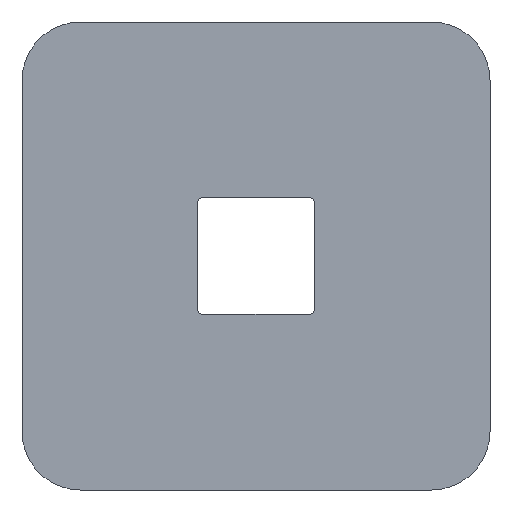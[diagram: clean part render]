
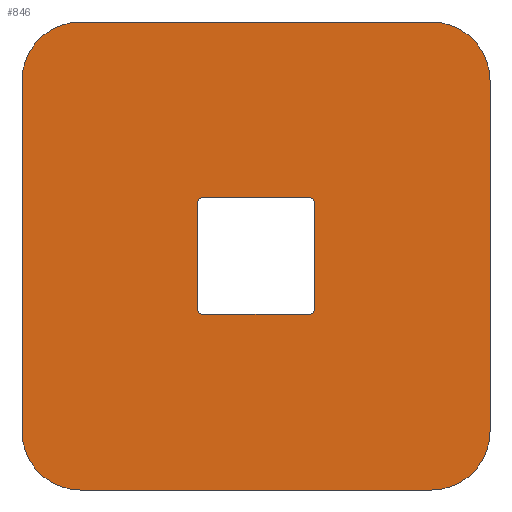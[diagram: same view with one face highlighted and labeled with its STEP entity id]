
A CAD part, left-side view. The second image highlights one B-rep face of the part: STEP entity #846.
In plain terms, the highlighted planar face has unit normal (-1, 0, 0).
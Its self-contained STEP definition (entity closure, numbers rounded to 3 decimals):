
#447=CARTESIAN_POINT('Vertex',(0.,20.,35.)) ;
#450=CARTESIAN_POINT('Axis2P3D Location',(0.,15.,35.)) ;
#454=CARTESIAN_POINT('Vertex',(0.,15.,40.)) ;
#481=CARTESIAN_POINT('Line Origine',(0.,0.,40.)) ;
#485=CARTESIAN_POINT('Vertex',(0.,-15.,40.)) ;
#512=CARTESIAN_POINT('Axis2P3D Location',(0.,-15.,35.)) ;
#516=CARTESIAN_POINT('Vertex',(0.,-20.,35.)) ;
#536=CARTESIAN_POINT('Line Origine',(0.,20.,20.)) ;
#540=CARTESIAN_POINT('Vertex',(0.,20.,5.)) ;
#578=CARTESIAN_POINT('Vertex',(0.,15.,0.)) ;
#581=CARTESIAN_POINT('Axis2P3D Location',(0.,15.,5.)) ;
#605=CARTESIAN_POINT('Line Origine',(0.,-20.,20.)) ;
#609=CARTESIAN_POINT('Vertex',(0.,-20.,5.)) ;
#629=CARTESIAN_POINT('Line Origine',(0.,0.,0.)) ;
#633=CARTESIAN_POINT('Vertex',(0.,-15.,0.)) ;
#665=CARTESIAN_POINT('Axis2P3D Location',(0.,-15.,5.)) ;
#741=CARTESIAN_POINT('Axis2P3D Location',(0.,0.,0.)) ;
#756=CARTESIAN_POINT('Line Origine',(0.,-2.25,15.)) ;
#760=CARTESIAN_POINT('Vertex',(0.,0.,15.)) ;
#762=CARTESIAN_POINT('Vertex',(0.,-4.5,15.)) ;
#765=CARTESIAN_POINT('Line Origine',(0.,2.25,15.)) ;
#769=CARTESIAN_POINT('Vertex',(0.,4.5,15.)) ;
#772=CARTESIAN_POINT('Axis2P3D Location',(0.,4.5,15.5)) ;
#776=CARTESIAN_POINT('Vertex',(0.,5.,15.5)) ;
#779=CARTESIAN_POINT('Line Origine',(0.,5.,18.75)) ;
#783=CARTESIAN_POINT('Vertex',(0.,5.,22.)) ;
#786=CARTESIAN_POINT('Line Origine',(0.,5.,23.25)) ;
#790=CARTESIAN_POINT('Vertex',(0.,5.,24.5)) ;
#793=CARTESIAN_POINT('Axis2P3D Location',(0.,4.5,24.5)) ;
#797=CARTESIAN_POINT('Vertex',(0.,4.5,25.)) ;
#800=CARTESIAN_POINT('Line Origine',(0.,0.,25.)) ;
#804=CARTESIAN_POINT('Vertex',(0.,-4.5,25.)) ;
#807=CARTESIAN_POINT('Axis2P3D Location',(0.,-4.5,24.5)) ;
#811=CARTESIAN_POINT('Vertex',(0.,-5.,24.5)) ;
#814=CARTESIAN_POINT('Line Origine',(0.,-5.,23.25)) ;
#818=CARTESIAN_POINT('Vertex',(0.,-5.,22.)) ;
#821=CARTESIAN_POINT('Line Origine',(0.,-5.,18.75)) ;
#825=CARTESIAN_POINT('Vertex',(0.,-5.,15.5)) ;
#828=CARTESIAN_POINT('Axis2P3D Location',(0.,-4.5,15.5)) ;
#451=DIRECTION('Axis2P3D Direction',(1.,0.,-0.)) ;
#482=DIRECTION('Vector Direction',(0.,-1.,0.)) ;
#513=DIRECTION('Axis2P3D Direction',(1.,0.,0.)) ;
#537=DIRECTION('Vector Direction',(0.,0.,1.)) ;
#582=DIRECTION('Axis2P3D Direction',(1.,0.,0.)) ;
#606=DIRECTION('Vector Direction',(0.,0.,-1.)) ;
#630=DIRECTION('Vector Direction',(0.,1.,0.)) ;
#666=DIRECTION('Axis2P3D Direction',(1.,0.,0.)) ;
#742=DIRECTION('Axis2P3D Direction',(1.,0.,0.)) ;
#743=DIRECTION('Axis2P3D XDirection',(0.,1.,0.)) ;
#757=DIRECTION('Vector Direction',(0.,-1.,0.)) ;
#766=DIRECTION('Vector Direction',(0.,-1.,0.)) ;
#773=DIRECTION('Axis2P3D Direction',(1.,0.,0.)) ;
#780=DIRECTION('Vector Direction',(0.,0.,-1.)) ;
#787=DIRECTION('Vector Direction',(0.,0.,-1.)) ;
#794=DIRECTION('Axis2P3D Direction',(1.,0.,0.)) ;
#801=DIRECTION('Vector Direction',(0.,1.,0.)) ;
#808=DIRECTION('Axis2P3D Direction',(1.,0.,0.)) ;
#815=DIRECTION('Vector Direction',(0.,0.,1.)) ;
#822=DIRECTION('Vector Direction',(0.,0.,1.)) ;
#829=DIRECTION('Axis2P3D Direction',(1.,0.,0.)) ;
#452=AXIS2_PLACEMENT_3D('Circle Axis2P3D',#450,#451,$) ;
#514=AXIS2_PLACEMENT_3D('Circle Axis2P3D',#512,#513,$) ;
#583=AXIS2_PLACEMENT_3D('Circle Axis2P3D',#581,#582,$) ;
#667=AXIS2_PLACEMENT_3D('Circle Axis2P3D',#665,#666,$) ;
#744=AXIS2_PLACEMENT_3D('Plane Axis2P3D',#741,#742,#743) ;
#774=AXIS2_PLACEMENT_3D('Circle Axis2P3D',#772,#773,$) ;
#795=AXIS2_PLACEMENT_3D('Circle Axis2P3D',#793,#794,$) ;
#809=AXIS2_PLACEMENT_3D('Circle Axis2P3D',#807,#808,$) ;
#830=AXIS2_PLACEMENT_3D('Circle Axis2P3D',#828,#829,$) ;
#747=ORIENTED_EDGE('',*,*,#669,.F.) ;
#748=ORIENTED_EDGE('',*,*,#611,.F.) ;
#749=ORIENTED_EDGE('',*,*,#518,.F.) ;
#750=ORIENTED_EDGE('',*,*,#487,.F.) ;
#751=ORIENTED_EDGE('',*,*,#456,.F.) ;
#752=ORIENTED_EDGE('',*,*,#542,.F.) ;
#753=ORIENTED_EDGE('',*,*,#585,.F.) ;
#754=ORIENTED_EDGE('',*,*,#635,.F.) ;
#834=ORIENTED_EDGE('',*,*,#764,.F.) ;
#835=ORIENTED_EDGE('',*,*,#771,.F.) ;
#836=ORIENTED_EDGE('',*,*,#778,.F.) ;
#837=ORIENTED_EDGE('',*,*,#785,.F.) ;
#838=ORIENTED_EDGE('',*,*,#792,.F.) ;
#839=ORIENTED_EDGE('',*,*,#799,.F.) ;
#840=ORIENTED_EDGE('',*,*,#806,.F.) ;
#841=ORIENTED_EDGE('',*,*,#813,.F.) ;
#842=ORIENTED_EDGE('',*,*,#820,.F.) ;
#843=ORIENTED_EDGE('',*,*,#827,.F.) ;
#844=ORIENTED_EDGE('',*,*,#832,.F.) ;
#845=FACE_BOUND('',#833,.T.) ;
#483=VECTOR('Line Direction',#482,1.) ;
#538=VECTOR('Line Direction',#537,1.) ;
#607=VECTOR('Line Direction',#606,1.) ;
#631=VECTOR('Line Direction',#630,1.) ;
#758=VECTOR('Line Direction',#757,1.) ;
#767=VECTOR('Line Direction',#766,1.) ;
#781=VECTOR('Line Direction',#780,1.) ;
#788=VECTOR('Line Direction',#787,1.) ;
#802=VECTOR('Line Direction',#801,1.) ;
#816=VECTOR('Line Direction',#815,1.) ;
#823=VECTOR('Line Direction',#822,1.) ;
#846=ADVANCED_FACE('Corps principal',(#755,#845),#745,.F.) ;
#453=CIRCLE('generated circle',#452,5.) ;
#515=CIRCLE('generated circle',#514,5.) ;
#584=CIRCLE('generated circle',#583,5.) ;
#668=CIRCLE('generated circle',#667,5.) ;
#775=CIRCLE('generated circle',#774,0.5) ;
#796=CIRCLE('generated circle',#795,0.5) ;
#810=CIRCLE('generated circle',#809,0.5) ;
#831=CIRCLE('generated circle',#830,0.5) ;
#456=EDGE_CURVE('',#448,#455,#453,.T.) ;
#487=EDGE_CURVE('',#455,#486,#484,.T.) ;
#518=EDGE_CURVE('',#486,#517,#515,.T.) ;
#542=EDGE_CURVE('',#541,#448,#539,.T.) ;
#585=EDGE_CURVE('',#579,#541,#584,.T.) ;
#611=EDGE_CURVE('',#517,#610,#608,.T.) ;
#635=EDGE_CURVE('',#634,#579,#632,.T.) ;
#669=EDGE_CURVE('',#610,#634,#668,.T.) ;
#764=EDGE_CURVE('',#761,#763,#759,.T.) ;
#771=EDGE_CURVE('',#770,#761,#768,.T.) ;
#778=EDGE_CURVE('',#777,#770,#775,.F.) ;
#785=EDGE_CURVE('',#784,#777,#782,.T.) ;
#792=EDGE_CURVE('',#791,#784,#789,.T.) ;
#799=EDGE_CURVE('',#798,#791,#796,.F.) ;
#806=EDGE_CURVE('',#805,#798,#803,.T.) ;
#813=EDGE_CURVE('',#812,#805,#810,.F.) ;
#820=EDGE_CURVE('',#819,#812,#817,.T.) ;
#827=EDGE_CURVE('',#826,#819,#824,.T.) ;
#832=EDGE_CURVE('',#763,#826,#831,.F.) ;
#746=EDGE_LOOP('',(#747,#748,#749,#750,#751,#752,#753,#754)) ;
#833=EDGE_LOOP('',(#834,#835,#836,#837,#838,#839,#840,#841,#842,#843,#844)) ;
#755=FACE_OUTER_BOUND('',#746,.T.) ;
#484=LINE('Line',#481,#483) ;
#539=LINE('Line',#536,#538) ;
#608=LINE('Line',#605,#607) ;
#632=LINE('Line',#629,#631) ;
#759=LINE('Line',#756,#758) ;
#768=LINE('Line',#765,#767) ;
#782=LINE('Line',#779,#781) ;
#789=LINE('Line',#786,#788) ;
#803=LINE('Line',#800,#802) ;
#817=LINE('Line',#814,#816) ;
#824=LINE('Line',#821,#823) ;
#745=PLANE('Plane',#744) ;
#448=VERTEX_POINT('',#447) ;
#455=VERTEX_POINT('',#454) ;
#486=VERTEX_POINT('',#485) ;
#517=VERTEX_POINT('',#516) ;
#541=VERTEX_POINT('',#540) ;
#579=VERTEX_POINT('',#578) ;
#610=VERTEX_POINT('',#609) ;
#634=VERTEX_POINT('',#633) ;
#761=VERTEX_POINT('',#760) ;
#763=VERTEX_POINT('',#762) ;
#770=VERTEX_POINT('',#769) ;
#777=VERTEX_POINT('',#776) ;
#784=VERTEX_POINT('',#783) ;
#791=VERTEX_POINT('',#790) ;
#798=VERTEX_POINT('',#797) ;
#805=VERTEX_POINT('',#804) ;
#812=VERTEX_POINT('',#811) ;
#819=VERTEX_POINT('',#818) ;
#826=VERTEX_POINT('',#825) ;
